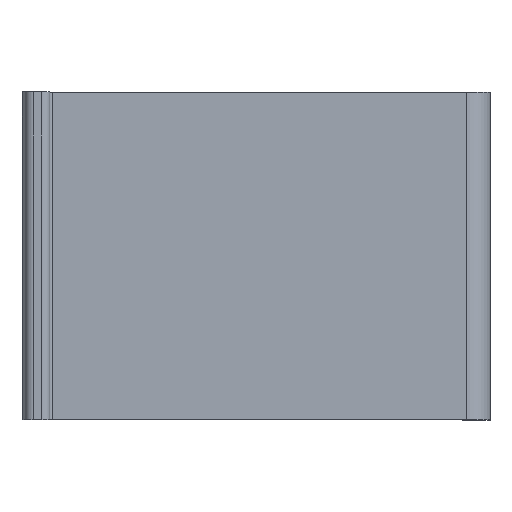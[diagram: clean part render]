
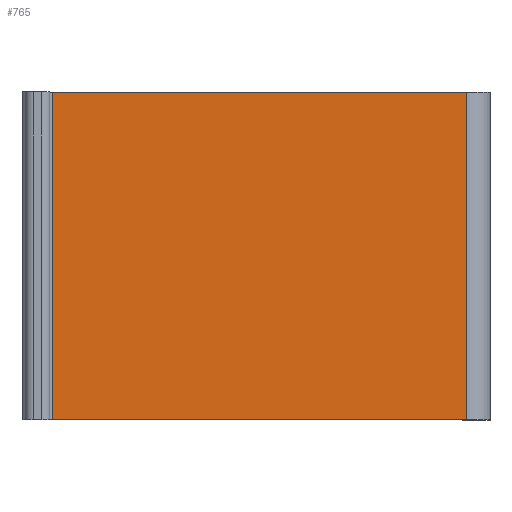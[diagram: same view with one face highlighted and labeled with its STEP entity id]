
A CAD part, top view. The second image highlights one B-rep face of the part: STEP entity #765.
In plain terms, the highlighted planar face has unit normal (0, 0, 1).
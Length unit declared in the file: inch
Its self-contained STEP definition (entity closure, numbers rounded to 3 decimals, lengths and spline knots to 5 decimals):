
#702=CARTESIAN_POINT('',(3.67116,3.37024,-1.527));
#703=VERTEX_POINT('',#702);
#711=CARTESIAN_POINT('',(3.67116,-2.62976,-1.527));
#712=VERTEX_POINT('',#711);
#713=CARTESIAN_POINT('',(3.67116,0.37024,-1.527));
#714=DIRECTION('',(0.,-1.,0.));
#715=VECTOR('',#714,1.);
#716=LINE('',#713,#715);
#717=EDGE_CURVE('',#703,#712,#716,.T.);
#735=CARTESIAN_POINT('',(-3.91284,3.37024,-1.527));
#736=VERTEX_POINT('',#735);
#737=CARTESIAN_POINT('',(3.67116,3.37024,-1.527));
#738=DIRECTION('',(-1.,0.,0.));
#739=VECTOR('',#738,1.);
#740=LINE('',#737,#739);
#741=EDGE_CURVE('',#703,#736,#740,.T.);
#742=ORIENTED_EDGE('',*,*,#741,.T.);
#743=CARTESIAN_POINT('',(-3.91284,-2.62976,-1.527));
#744=VERTEX_POINT('',#743);
#745=CARTESIAN_POINT('',(-3.91284,0.37024,-1.527));
#746=DIRECTION('',(0.,1.,0.));
#747=VECTOR('',#746,1.);
#748=LINE('',#745,#747);
#749=EDGE_CURVE('',#744,#736,#748,.T.);
#750=ORIENTED_EDGE('',*,*,#749,.F.);
#751=CARTESIAN_POINT('',(3.67116,-2.62976,-1.527));
#752=DIRECTION('',(1.,0.,0.));
#753=VECTOR('',#752,1.);
#754=LINE('',#751,#753);
#755=EDGE_CURVE('',#744,#712,#754,.T.);
#756=ORIENTED_EDGE('',*,*,#755,.T.);
#757=ORIENTED_EDGE('',*,*,#717,.F.);
#758=EDGE_LOOP('',(#742,#750,#756,#757));
#759=FACE_OUTER_BOUND('',#758,.T.);
#760=CARTESIAN_POINT('',(-0.12084,0.37024,-1.527));
#761=DIRECTION('',(0.,0.,1.));
#762=DIRECTION('',(1.,0.,0.));
#763=AXIS2_PLACEMENT_3D('',#760,#761,#762);
#764=PLANE('',#763);
#765=ADVANCED_FACE('',(#759),#764,.T.);
